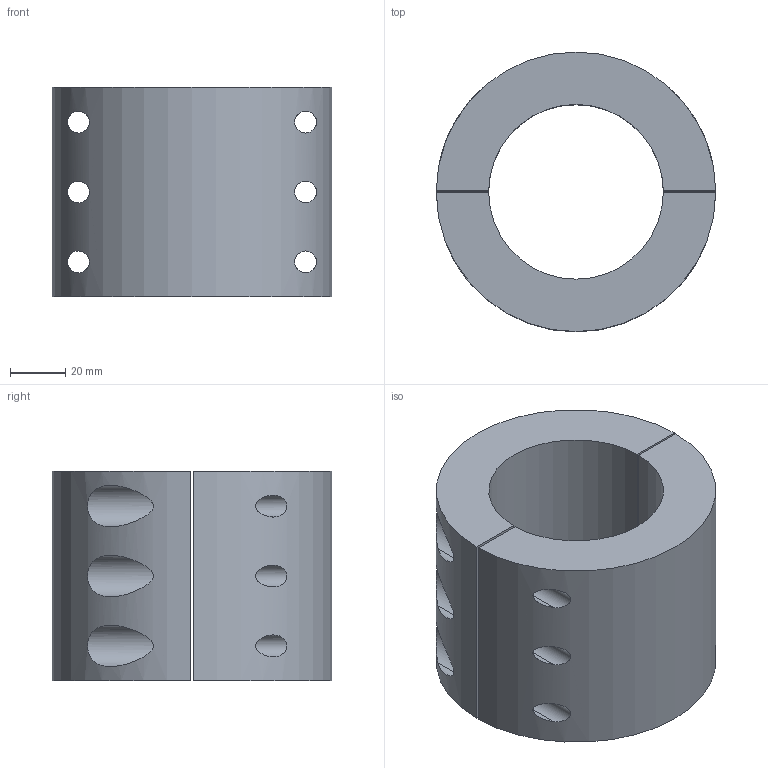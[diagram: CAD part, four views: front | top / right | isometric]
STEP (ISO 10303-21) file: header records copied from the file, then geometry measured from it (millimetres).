
FILE_DESCRIPTION (( 'STEP AP214' ), '1' );
FILE_NAME ('TRUCK STEP 2 PIECE SHAFT COLLAR.STEP', '2025-10-23T22:14:07', ( '' ), ( '' ), 'SwSTEP 2.0', 'SolidWorks 2025', '' );
FILE_SCHEMA (( 'AUTOMOTIVE_DESIGN' ));
Length unit declared in the file: inch
Products named in the file (1): TRUCK STEP 2 PIECE SHAFT COLLAR
Bounding box: 101.6 x 101.6 x 76.2 mm (x, y, z)
Volume: 340625.5 mm3; surface area: 63446 mm2
Topology: 2 solids, 2 shells, 54 faces, 132 edges, 88 vertices
Faces by surface type: cylinder 40, plane 14
Entity records: 2664 total; most frequent: CARTESIAN_POINT 1289, DIRECTION 274, ORIENTED_EDGE 264, EDGE_CURVE 132, AXIS2_PLACEMENT_3D 111, VERTEX_POINT 88, EDGE_LOOP 84, CIRCLE 56
